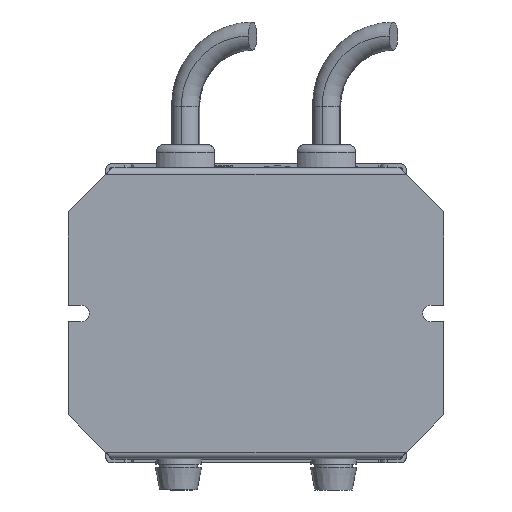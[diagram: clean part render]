
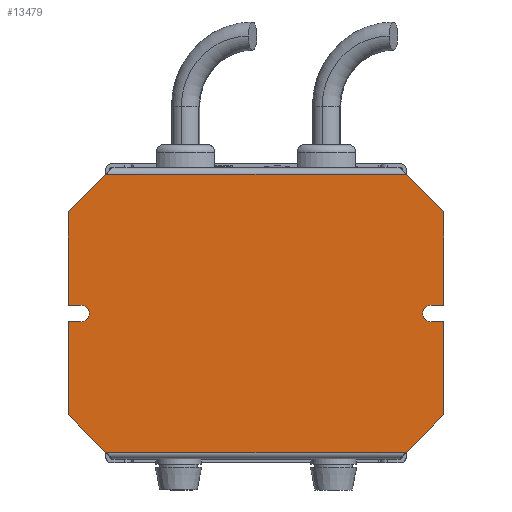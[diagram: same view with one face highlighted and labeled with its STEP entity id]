
A CAD part, front view. The second image highlights one B-rep face of the part: STEP entity #13479.
In plain terms, the highlighted planar face has unit normal (0, -1, 0).
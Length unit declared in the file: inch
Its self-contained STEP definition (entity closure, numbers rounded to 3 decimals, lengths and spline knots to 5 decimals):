
#709 = DIRECTION ( 'NONE',  ( -0.707, 0., 0.707 ) ) ;
#985 = VECTOR ( 'NONE', #8814, 39.37008 ) ;
#1379 = CARTESIAN_POINT ( 'NONE',  ( -2.5, 0., -1.853 ) ) ;
#2243 = VERTEX_POINT ( 'NONE', #64561 ) ;
#2542 = CARTESIAN_POINT ( 'NONE',  ( -1.99616, 0., 1.853 ) ) ;
#4884 = LINE ( 'NONE', #40039, #14441 ) ;
#4923 = EDGE_CURVE ( 'NONE', #2243, #56473, #60378, .T. ) ;
#5241 = VECTOR ( 'NONE', #62166, 39.37008 ) ;
#5390 = VECTOR ( 'NONE', #709, 39.37008 ) ;
#5505 = CARTESIAN_POINT ( 'NONE',  ( -1.92, 0., 1.92916 ) ) ;
#5817 = VERTEX_POINT ( 'NONE', #54569 ) ;
#6465 = EDGE_CURVE ( 'NONE', #66456, #41754, #16255, .T. ) ;
#6480 = EDGE_CURVE ( 'NONE', #45942, #45149, #27059, .T. ) ;
#6809 = EDGE_CURVE ( 'NONE', #41754, #12938, #12685, .T. ) ;
#6907 = EDGE_LOOP ( 'NONE', ( #55285, #30625, #7940, #48916, #40381, #62641, #59113, #16091, #47183, #55820, #32912, #37809, #51923, #45443, #52194, #15355 ) ) ;
#6966 = DIRECTION ( 'NONE',  ( 1., 0., 0. ) ) ;
#7784 = CARTESIAN_POINT ( 'NONE',  ( -2.5, 0., 1.34916 ) ) ;
#7924 = EDGE_CURVE ( 'NONE', #21757, #12890, #34902, .T. ) ;
#7940 = ORIENTED_EDGE ( 'NONE', *, *, #53483, .F. ) ;
#8583 = DIRECTION ( 'NONE',  ( 0., 0., -1. ) ) ;
#8618 = CARTESIAN_POINT ( 'NONE',  ( 1.99616, 0., -1.853 ) ) ;
#8814 = DIRECTION ( 'NONE',  ( -1., 0., 0. ) ) ;
#8881 = VECTOR ( 'NONE', #62031, 39.37008 ) ;
#10123 = LINE ( 'NONE', #56430, #985 ) ;
#10478 = FACE_OUTER_BOUND ( 'NONE', #6907, .T. ) ;
#10562 = EDGE_CURVE ( 'NONE', #5817, #45149, #10123, .T. ) ;
#10799 = CARTESIAN_POINT ( 'NONE',  ( 1.92, 0., 1.92916 ) ) ;
#11398 = VERTEX_POINT ( 'NONE', #42216 ) ;
#12446 = CARTESIAN_POINT ( 'NONE',  ( 2.5, 0., 1.34916 ) ) ;
#12685 = LINE ( 'NONE', #34624, #50977 ) ;
#12890 = VERTEX_POINT ( 'NONE', #26176 ) ;
#12938 = VERTEX_POINT ( 'NONE', #22431 ) ;
#13187 = VERTEX_POINT ( 'NONE', #51422 ) ;
#13479 = ADVANCED_FACE ( 'NONE', ( #10478 ), #45270, .F. ) ;
#14441 = VECTOR ( 'NONE', #30215, 39.37008 ) ;
#15021 = AXIS2_PLACEMENT_3D ( 'NONE', #51016, #25330, #30063 ) ;
#15355 = ORIENTED_EDGE ( 'NONE', *, *, #57315, .F. ) ;
#15442 = DIRECTION ( 'NONE',  ( 0., 0., -1. ) ) ;
#16091 = ORIENTED_EDGE ( 'NONE', *, *, #6465, .F. ) ;
#16255 = LINE ( 'NONE', #32122, #16466 ) ;
#16466 = VECTOR ( 'NONE', #36192, 39.37008 ) ;
#16624 = CARTESIAN_POINT ( 'NONE',  ( 2.33, 0., 0.11 ) ) ;
#17381 = LINE ( 'NONE', #49456, #61807 ) ;
#17447 = LINE ( 'NONE', #43439, #61101 ) ;
#17614 = EDGE_CURVE ( 'NONE', #11398, #25787, #40065, .T. ) ;
#18550 = EDGE_CURVE ( 'NONE', #13187, #50825, #17381, .T. ) ;
#19176 = CARTESIAN_POINT ( 'NONE',  ( 2.5, 0., -1.853 ) ) ;
#19272 = CIRCLE ( 'NONE', #55978, 0.11 ) ;
#21208 = EDGE_CURVE ( 'NONE', #56473, #11398, #26058, .T. ) ;
#21757 = VERTEX_POINT ( 'NONE', #22325 ) ;
#22300 = VERTEX_POINT ( 'NONE', #12446 ) ;
#22325 = CARTESIAN_POINT ( 'NONE',  ( -2.5, 0., -0.11 ) ) ;
#22431 = CARTESIAN_POINT ( 'NONE',  ( -1.99616, 0., -1.853 ) ) ;
#25330 = DIRECTION ( 'NONE',  ( 0., 1., 0. ) ) ;
#25722 = CARTESIAN_POINT ( 'NONE',  ( -1.92, 0., -1.92916 ) ) ;
#25787 = VERTEX_POINT ( 'NONE', #59155 ) ;
#26005 = DIRECTION ( 'NONE',  ( 0., -1., 0. ) ) ;
#26058 = CIRCLE ( 'NONE', #32519, 0.11 ) ;
#26176 = CARTESIAN_POINT ( 'NONE',  ( -2.5, 0., -1.34916 ) ) ;
#26976 = DIRECTION ( 'NONE',  ( 0., -1., 0. ) ) ;
#27059 = LINE ( 'NONE', #1379, #38021 ) ;
#27102 = DIRECTION ( 'NONE',  ( 0.707, 0., 0.707 ) ) ;
#29596 = DIRECTION ( 'NONE',  ( -1., 0., 0. ) ) ;
#30063 = DIRECTION ( 'NONE',  ( 0., 0., 1. ) ) ;
#30215 = DIRECTION ( 'NONE',  ( 0., 0., -1. ) ) ;
#30625 = ORIENTED_EDGE ( 'NONE', *, *, #10562, .F. ) ;
#30709 = LINE ( 'NONE', #10799, #5241 ) ;
#32122 = CARTESIAN_POINT ( 'NONE',  ( 1.92, 0., -1.92916 ) ) ;
#32519 = AXIS2_PLACEMENT_3D ( 'NONE', #63479, #26976, #37790 ) ;
#32912 = ORIENTED_EDGE ( 'NONE', *, *, #21208, .F. ) ;
#32991 = EDGE_CURVE ( 'NONE', #21757, #47598, #17447, .T. ) ;
#33921 = CARTESIAN_POINT ( 'NONE',  ( -2.5, 0., -1.853 ) ) ;
#34624 = CARTESIAN_POINT ( 'NONE',  ( 2.5, 0., -1.853 ) ) ;
#34902 = LINE ( 'NONE', #33921, #47432 ) ;
#35665 = CARTESIAN_POINT ( 'NONE',  ( 2.5, 0., -0.11 ) ) ;
#36192 = DIRECTION ( 'NONE',  ( -0.707, 0., -0.707 ) ) ;
#37740 = CARTESIAN_POINT ( 'NONE',  ( -2.5, 0., 0.11 ) ) ;
#37790 = DIRECTION ( 'NONE',  ( 0., 0., 1. ) ) ;
#37809 = ORIENTED_EDGE ( 'NONE', *, *, #4923, .F. ) ;
#38021 = VECTOR ( 'NONE', #38873, 39.37008 ) ;
#38873 = DIRECTION ( 'NONE',  ( 0., 0., -1. ) ) ;
#40039 = CARTESIAN_POINT ( 'NONE',  ( 2.5, 0., -1.853 ) ) ;
#40065 = LINE ( 'NONE', #35665, #8881 ) ;
#40381 = ORIENTED_EDGE ( 'NONE', *, *, #7924, .T. ) ;
#40923 = LINE ( 'NONE', #25722, #5390 ) ;
#41112 = CARTESIAN_POINT ( 'NONE',  ( 2.5, 0., -1.34916 ) ) ;
#41754 = VERTEX_POINT ( 'NONE', #8618 ) ;
#42216 = CARTESIAN_POINT ( 'NONE',  ( 2.33, 0., -0.11 ) ) ;
#43439 = CARTESIAN_POINT ( 'NONE',  ( -2.5, 0., -0.11 ) ) ;
#45149 = VERTEX_POINT ( 'NONE', #37740 ) ;
#45270 = PLANE ( 'NONE',  #15021 ) ;
#45443 = ORIENTED_EDGE ( 'NONE', *, *, #53375, .F. ) ;
#45942 = VERTEX_POINT ( 'NONE', #7784 ) ;
#46597 = DIRECTION ( 'NONE',  ( 0., 0., -1. ) ) ;
#46696 = LINE ( 'NONE', #5505, #60530 ) ;
#47183 = ORIENTED_EDGE ( 'NONE', *, *, #65586, .F. ) ;
#47432 = VECTOR ( 'NONE', #8583, 39.37008 ) ;
#47598 = VERTEX_POINT ( 'NONE', #60897 ) ;
#48916 = ORIENTED_EDGE ( 'NONE', *, *, #32991, .F. ) ;
#49120 = DIRECTION ( 'NONE',  ( -1., 0., 0. ) ) ;
#49456 = CARTESIAN_POINT ( 'NONE',  ( 2.5, 0., 1.853 ) ) ;
#50825 = VERTEX_POINT ( 'NONE', #2542 ) ;
#50977 = VECTOR ( 'NONE', #54912, 39.37008 ) ;
#51016 = CARTESIAN_POINT ( 'NONE',  ( 2.5, 0., -1.853 ) ) ;
#51088 = VECTOR ( 'NONE', #15442, 39.37008 ) ;
#51422 = CARTESIAN_POINT ( 'NONE',  ( 1.99616, 0., 1.853 ) ) ;
#51666 = CARTESIAN_POINT ( 'NONE',  ( -2.33, 0., 0. ) ) ;
#51923 = ORIENTED_EDGE ( 'NONE', *, *, #65964, .F. ) ;
#52194 = ORIENTED_EDGE ( 'NONE', *, *, #18550, .T. ) ;
#53375 = EDGE_CURVE ( 'NONE', #13187, #22300, #30709, .T. ) ;
#53483 = EDGE_CURVE ( 'NONE', #47598, #5817, #19272, .T. ) ;
#54569 = CARTESIAN_POINT ( 'NONE',  ( -2.33, 0., 0.11 ) ) ;
#54912 = DIRECTION ( 'NONE',  ( -1., 0., 0. ) ) ;
#55285 = ORIENTED_EDGE ( 'NONE', *, *, #6480, .T. ) ;
#55298 = CARTESIAN_POINT ( 'NONE',  ( 2.5, 0., 0.11 ) ) ;
#55462 = EDGE_CURVE ( 'NONE', #12938, #12890, #40923, .T. ) ;
#55820 = ORIENTED_EDGE ( 'NONE', *, *, #17614, .F. ) ;
#55978 = AXIS2_PLACEMENT_3D ( 'NONE', #51666, #26005, #46597 ) ;
#56430 = CARTESIAN_POINT ( 'NONE',  ( -2.5, 0., 0.11 ) ) ;
#56473 = VERTEX_POINT ( 'NONE', #16624 ) ;
#57315 = EDGE_CURVE ( 'NONE', #45942, #50825, #46696, .T. ) ;
#59113 = ORIENTED_EDGE ( 'NONE', *, *, #6809, .F. ) ;
#59155 = CARTESIAN_POINT ( 'NONE',  ( 2.5, 0., -0.11 ) ) ;
#60378 = LINE ( 'NONE', #55298, #64909 ) ;
#60530 = VECTOR ( 'NONE', #27102, 39.37008 ) ;
#60897 = CARTESIAN_POINT ( 'NONE',  ( -2.33, 0., -0.11 ) ) ;
#61101 = VECTOR ( 'NONE', #6966, 39.37008 ) ;
#61807 = VECTOR ( 'NONE', #49120, 39.37008 ) ;
#62031 = DIRECTION ( 'NONE',  ( 1., 0., 0. ) ) ;
#62166 = DIRECTION ( 'NONE',  ( 0.707, 0., -0.707 ) ) ;
#62641 = ORIENTED_EDGE ( 'NONE', *, *, #55462, .F. ) ;
#63479 = CARTESIAN_POINT ( 'NONE',  ( 2.33, 0., 0. ) ) ;
#64561 = CARTESIAN_POINT ( 'NONE',  ( 2.5, 0., 0.11 ) ) ;
#64909 = VECTOR ( 'NONE', #29596, 39.37008 ) ;
#65586 = EDGE_CURVE ( 'NONE', #25787, #66456, #65805, .T. ) ;
#65805 = LINE ( 'NONE', #19176, #51088 ) ;
#65964 = EDGE_CURVE ( 'NONE', #22300, #2243, #4884, .T. ) ;
#66456 = VERTEX_POINT ( 'NONE', #41112 ) ;
